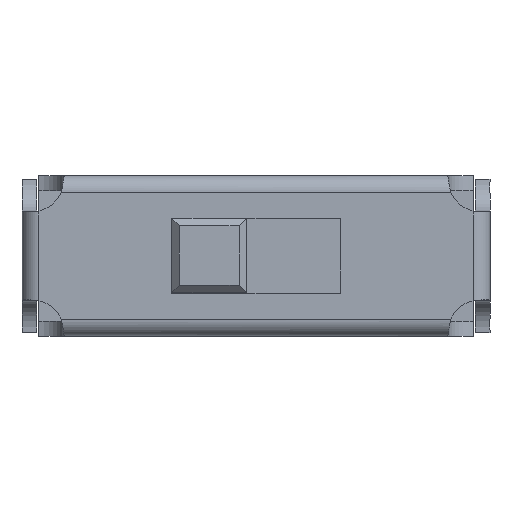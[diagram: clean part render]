
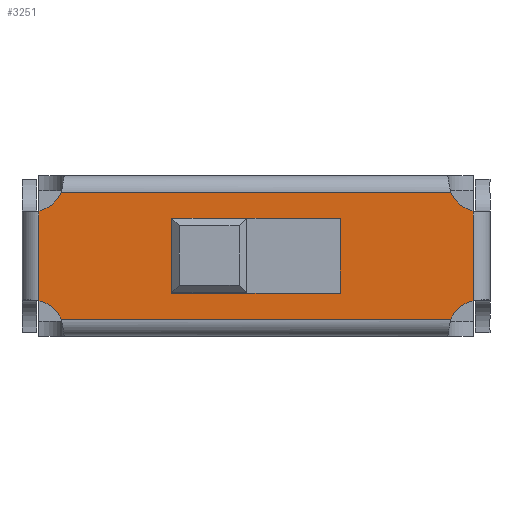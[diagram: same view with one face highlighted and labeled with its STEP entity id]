
A CAD part, top view. The second image highlights one B-rep face of the part: STEP entity #3251.
In plain terms, the highlighted planar face has unit normal (0, 0, 1).
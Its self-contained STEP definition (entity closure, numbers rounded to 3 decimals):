
#25=FACE_BOUND('',#463,.T.);
#113=PLANE('',#3512);
#271=FACE_OUTER_BOUND('',#462,.T.);
#462=EDGE_LOOP('',(#2597,#2598,#2599,#2600,#2601,#2602,#2603,#2604));
#463=EDGE_LOOP('',(#2605,#2606,#2607,#2608));
#750=LINE('',#5022,#1128);
#755=LINE('',#5038,#1133);
#756=LINE('',#5042,#1134);
#757=LINE('',#5046,#1135);
#758=LINE('',#5050,#1136);
#759=LINE('',#5052,#1137);
#760=LINE('',#5054,#1138);
#761=LINE('',#5055,#1139);
#1128=VECTOR('',#4072,10.);
#1133=VECTOR('',#4089,10.);
#1134=VECTOR('',#4092,10.);
#1135=VECTOR('',#4095,10.);
#1136=VECTOR('',#4098,10.);
#1137=VECTOR('',#4099,10.);
#1138=VECTOR('',#4100,10.);
#1139=VECTOR('',#4101,10.);
#1385=CIRCLE('',#3513,0.875);
#1386=CIRCLE('',#3514,0.875);
#1387=CIRCLE('',#3515,0.875);
#1388=CIRCLE('',#3516,0.875);
#1555=VERTEX_POINT('',#5000);
#1559=VERTEX_POINT('',#5017);
#1563=VERTEX_POINT('',#5035);
#1564=VERTEX_POINT('',#5037);
#1565=VERTEX_POINT('',#5039);
#1566=VERTEX_POINT('',#5041);
#1567=VERTEX_POINT('',#5043);
#1568=VERTEX_POINT('',#5045);
#1569=VERTEX_POINT('',#5048);
#1570=VERTEX_POINT('',#5049);
#1571=VERTEX_POINT('',#5051);
#1572=VERTEX_POINT('',#5053);
#1933=EDGE_CURVE('',#1559,#1555,#750,.T.);
#1940=EDGE_CURVE('',#1559,#1563,#1385,.T.);
#1941=EDGE_CURVE('',#1564,#1563,#755,.T.);
#1942=EDGE_CURVE('',#1564,#1565,#1386,.T.);
#1943=EDGE_CURVE('',#1566,#1565,#756,.T.);
#1944=EDGE_CURVE('',#1566,#1567,#1387,.T.);
#1945=EDGE_CURVE('',#1568,#1567,#757,.T.);
#1946=EDGE_CURVE('',#1568,#1555,#1388,.T.);
#1947=EDGE_CURVE('',#1569,#1570,#758,.T.);
#1948=EDGE_CURVE('',#1570,#1571,#759,.T.);
#1949=EDGE_CURVE('',#1571,#1572,#760,.T.);
#1950=EDGE_CURVE('',#1572,#1569,#761,.T.);
#2597=ORIENTED_EDGE('',*,*,#1933,.F.);
#2598=ORIENTED_EDGE('',*,*,#1940,.T.);
#2599=ORIENTED_EDGE('',*,*,#1941,.F.);
#2600=ORIENTED_EDGE('',*,*,#1942,.T.);
#2601=ORIENTED_EDGE('',*,*,#1943,.F.);
#2602=ORIENTED_EDGE('',*,*,#1944,.T.);
#2603=ORIENTED_EDGE('',*,*,#1945,.F.);
#2604=ORIENTED_EDGE('',*,*,#1946,.T.);
#2605=ORIENTED_EDGE('',*,*,#1947,.T.);
#2606=ORIENTED_EDGE('',*,*,#1948,.T.);
#2607=ORIENTED_EDGE('',*,*,#1949,.T.);
#2608=ORIENTED_EDGE('',*,*,#1950,.T.);
#3251=ADVANCED_FACE('',(#271,#25),#113,.T.);
#3512=AXIS2_PLACEMENT_3D('',#5034,#4085,#4086);
#3513=AXIS2_PLACEMENT_3D('',#5036,#4087,#4088);
#3514=AXIS2_PLACEMENT_3D('',#5040,#4090,#4091);
#3515=AXIS2_PLACEMENT_3D('',#5044,#4093,#4094);
#3516=AXIS2_PLACEMENT_3D('',#5047,#4096,#4097);
#4072=DIRECTION('',(0.,1.,0.));
#4085=DIRECTION('center_axis',(0.,0.,1.));
#4086=DIRECTION('ref_axis',(1.,0.,0.));
#4087=DIRECTION('center_axis',(0.,0.,-1.));
#4088=DIRECTION('ref_axis',(-1.,0.,0.));
#4089=DIRECTION('',(-1.,0.,0.));
#4090=DIRECTION('center_axis',(0.,0.,-1.));
#4091=DIRECTION('ref_axis',(-1.,0.,0.));
#4092=DIRECTION('',(0.,-1.,0.));
#4093=DIRECTION('center_axis',(0.,0.,-1.));
#4094=DIRECTION('ref_axis',(-1.,0.,0.));
#4095=DIRECTION('',(1.,0.,0.));
#4096=DIRECTION('center_axis',(0.,0.,-1.));
#4097=DIRECTION('ref_axis',(-1.,0.,0.));
#4098=DIRECTION('',(0.,-1.,0.));
#4099=DIRECTION('',(-1.,0.,0.));
#4100=DIRECTION('',(0.,1.,0.));
#4101=DIRECTION('',(1.,0.,0.));
#5000=CARTESIAN_POINT('',(-5.8,1.198,0.4));
#5017=CARTESIAN_POINT('',(-5.8,-1.198,0.4));
#5022=CARTESIAN_POINT('',(-5.8,0.,0.4));
#5034=CARTESIAN_POINT('Origin',(0.,0.,
0.4));
#5035=CARTESIAN_POINT('',(-5.2,-1.695,0.4));
#5036=CARTESIAN_POINT('Origin',(-6.,-2.05,0.4));
#5037=CARTESIAN_POINT('',(5.2,-1.695,0.4));
#5038=CARTESIAN_POINT('',(0.,-1.695,0.4));
#5039=CARTESIAN_POINT('',(5.8,-1.198,0.4));
#5040=CARTESIAN_POINT('Origin',(6.,-2.05,0.4));
#5041=CARTESIAN_POINT('',(5.8,1.198,0.4));
#5042=CARTESIAN_POINT('',(5.8,0.,0.4));
#5043=CARTESIAN_POINT('',(5.2,1.695,0.4));
#5044=CARTESIAN_POINT('Origin',(6.,2.05,0.4));
#5045=CARTESIAN_POINT('',(-5.2,1.695,0.4));
#5046=CARTESIAN_POINT('',(0.,1.695,0.4));
#5047=CARTESIAN_POINT('Origin',(-6.,2.05,0.4));
#5048=CARTESIAN_POINT('',(2.25,1.,0.4));
#5049=CARTESIAN_POINT('',(2.25,-1.,0.4));
#5050=CARTESIAN_POINT('',(2.25,-1.,0.4));
#5051=CARTESIAN_POINT('',(-2.25,-1.,0.4));
#5052=CARTESIAN_POINT('',(-2.25,-1.,0.4));
#5053=CARTESIAN_POINT('',(-2.25,1.,0.4));
#5054=CARTESIAN_POINT('',(-2.25,1.,0.4));
#5055=CARTESIAN_POINT('',(2.25,1.,0.4));
